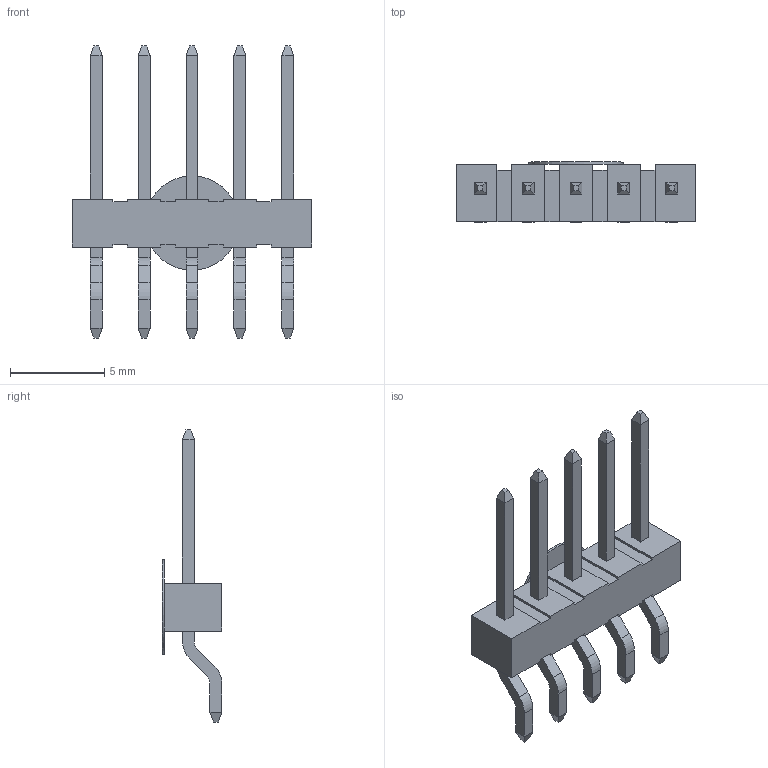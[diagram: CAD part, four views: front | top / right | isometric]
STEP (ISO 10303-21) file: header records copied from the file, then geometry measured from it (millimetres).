
FILE_DESCRIPTION(/* description */ ('STEP AP203'),/* implementation_level */ '2;1');
FILE_NAME(/* name */ 'TSM-105-02-S-SH-K',/* time_stamp */ '2022-11-09T21:22:44+01:00',/* author */ ('License CC BY-ND 4.0'),/* organization */ ('CADENAS'),/* preprocessor_version */ 'ST-DEVELOPER v18.102',/* originating_system */ 'PARTsolutions',/* authorisation */ ' ');
FILE_SCHEMA (('CONFIG_CONTROL_DESIGN'));
Length unit declared in the file: inch
Products named in the file (4): TSM-105-02-S-SH-K; T-1S6-15(-02-5-SH); TSM_polyimide_film; TSM-105-02-SH_body
Assembly tree (3 placements, depth 2):
  TSM-105-02-S-SH-K
    T-1S6-15(-02-5-SH)
    TSM_polyimide_film
    TSM-105-02-SH_body
Bounding box: 12.7 x 3.17 x 15.49 mm (x, y, z)
Volume: 124 mm3; surface area: 448.1 mm2
Topology: 3 solids, 3 shells, 179 faces, 479 edges, 306 vertices
Faces by surface type: plane 158, cylinder 21
Full cylindrical faces by diameter (mm): 5.004 x1
Entity records: 5575 total; most frequent: CARTESIAN_POINT 967, ORIENTED_EDGE 956, DIRECTION 886, EDGE_CURVE 478, LINE 436, VECTOR 436, VERTEX_POINT 306, AXIS2_PLACEMENT_3D 225
